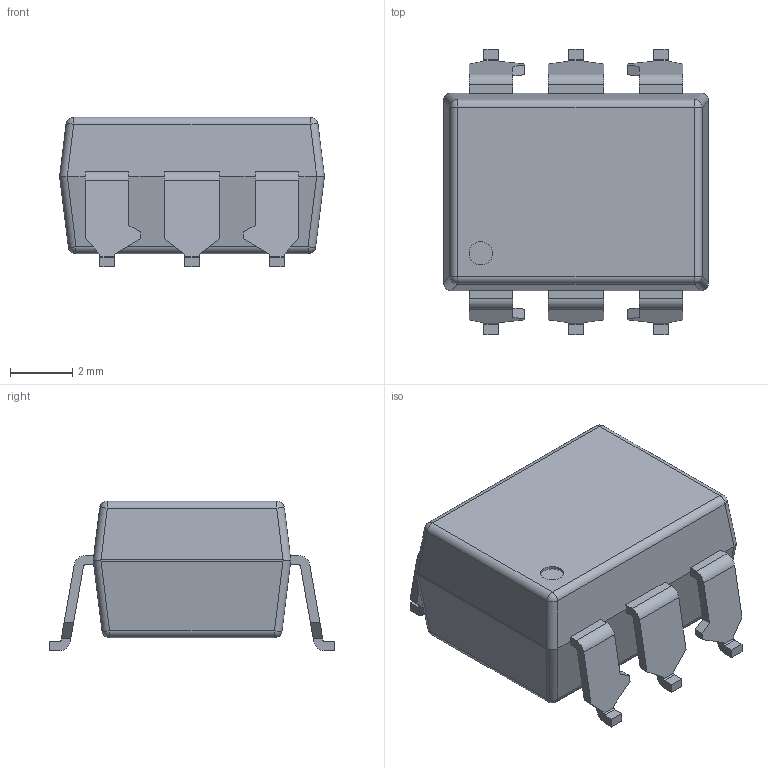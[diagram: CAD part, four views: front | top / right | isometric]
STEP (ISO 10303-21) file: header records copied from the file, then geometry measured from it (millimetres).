
FILE_DESCRIPTION(/* description */ (''),/* implementation_level */ '2;1');
FILE_NAME(/* name */ 'ON Semiconductor - SMD-6.step',/* time_stamp */ '2020-06-26T22:23:06+01:00',/* author */ (''),/* organization */ (''),/* preprocessor_version */ 'ST-DEVELOPER v18.1',/* originating_system */ 'Autodesk Translation Framework v9.3.0.1241',/* authorisation */ '');
FILE_SCHEMA (('AUTOMOTIVE_DESIGN { 1 0 10303 214 3 1 1 }'));
Length unit declared in the file: millimetre
Products named in the file (1): ON Semiconductor - SMD-6
Bounding box: 8.51 x 9.17 x 4.8 mm (x, y, z)
Volume: 226.9 mm3; surface area: 281.7 mm2
Topology: 1 solids, 1 shells, 148 faces, 407 edges, 262 vertices
Faces by surface type: plane 97, cylinder 43, sphere 8
Full cylindrical faces by diameter (mm): 0.75 x1
Entity records: 4810 total; most frequent: CARTESIAN_POINT 818, ORIENTED_EDGE 814, DIRECTION 791, EDGE_CURVE 407, LINE 321, VECTOR 321, VERTEX_POINT 262, AXIS2_PLACEMENT_3D 235
